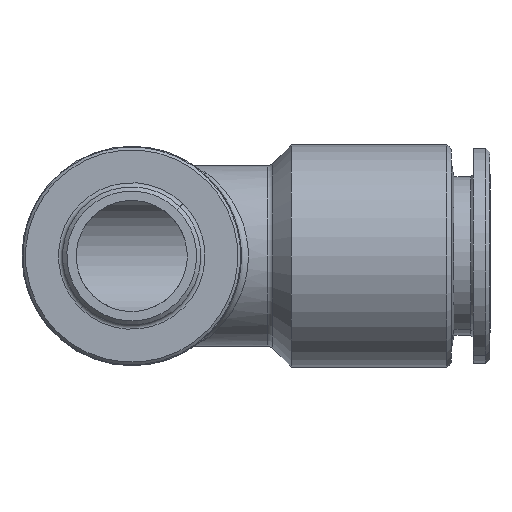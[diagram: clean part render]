
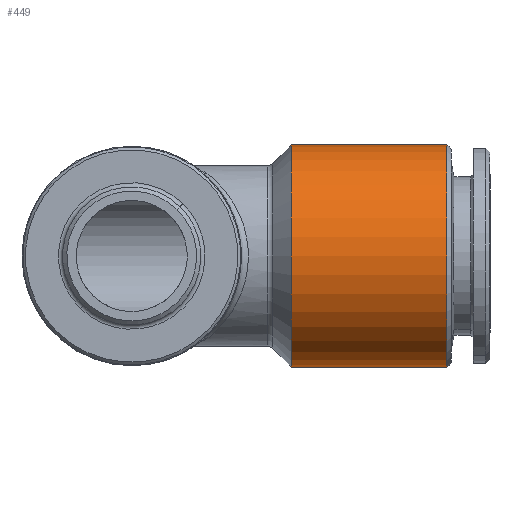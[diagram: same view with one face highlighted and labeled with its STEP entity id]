
A CAD part, front view. The second image highlights one B-rep face of the part: STEP entity #449.
In plain terms, the highlighted cylindrical face has radius 8 mm (diameter 16 mm), a partial arc.
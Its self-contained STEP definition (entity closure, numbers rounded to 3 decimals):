
#311 = CARTESIAN_POINT ( 'NONE',  ( 22.7, 0., 0. ) ) ;
#312 = AXIS2_PLACEMENT_3D ( 'NONE', #311, #357, #356 ) ;
#313 = CIRCLE ( 'NONE', #312, 8. ) ;
#330 = AXIS2_PLACEMENT_3D ( 'NONE', #349, #348, #347 ) ;
#331 = CYLINDRICAL_SURFACE ( 'NONE', #330, 8. ) ;
#345 = FACE_OUTER_BOUND ( 'NONE', #430, .T. ) ;
#347 = DIRECTION ( 'NONE',  ( 0., 0., 1. ) ) ;
#348 = DIRECTION ( 'NONE',  ( -1., 0., 0. ) ) ;
#349 = CARTESIAN_POINT ( 'NONE',  ( 0., 0., 0. ) ) ;
#356 = DIRECTION ( 'NONE',  ( 0., 0., 1. ) ) ;
#357 = DIRECTION ( 'NONE',  ( -1., 0., 0. ) ) ;
#430 = EDGE_LOOP ( 'NONE', ( #447, #441, #443, #440 ) ) ;
#440 = ORIENTED_EDGE ( 'NONE', *, *, #815, .T. ) ;
#441 = ORIENTED_EDGE ( 'NONE', *, *, #442, .T. ) ;
#442 = EDGE_CURVE ( 'NONE', #1172, #1144, #313, .T. ) ;
#443 = ORIENTED_EDGE ( 'NONE', *, *, #1178, .T. ) ;
#447 = ORIENTED_EDGE ( 'NONE', *, *, #1145, .F. ) ;
#449 = ADVANCED_FACE ( 'NONE', ( #345 ), #331, .T. ) ;
#815 = EDGE_CURVE ( 'NONE', #1163, #1136, #1486, .T. ) ;
#1136 = VERTEX_POINT ( 'NONE', #2169 ) ;
#1144 = VERTEX_POINT ( 'NONE', #2187 ) ;
#1145 = EDGE_CURVE ( 'NONE', #1172, #1136, #2212, .T. ) ;
#1163 = VERTEX_POINT ( 'NONE', #2227 ) ;
#1172 = VERTEX_POINT ( 'NONE', #2312 ) ;
#1178 = EDGE_CURVE ( 'NONE', #1144, #1163, #2332, .T. ) ;
#1455 = DIRECTION ( 'NONE',  ( 1., 0., 0. ) ) ;
#1456 = CARTESIAN_POINT ( 'NONE',  ( 11.5, 0., 0. ) ) ;
#1462 = DIRECTION ( 'NONE',  ( 0., 0., -1. ) ) ;
#1467 = AXIS2_PLACEMENT_3D ( 'NONE', #1456, #1455, #1462 ) ;
#1486 = CIRCLE ( 'NONE', #1467, 8. ) ;
#2169 = CARTESIAN_POINT ( 'NONE',  ( 11.5, 0., -8. ) ) ;
#2187 = CARTESIAN_POINT ( 'NONE',  ( 22.7, 0., 8. ) ) ;
#2199 = DIRECTION ( 'NONE',  ( -1., 0., 0. ) ) ;
#2200 = VECTOR ( 'NONE', #2199, 1000. ) ;
#2211 = CARTESIAN_POINT ( 'NONE',  ( 0., 0., -8. ) ) ;
#2212 = LINE ( 'NONE', #2211, #2200 ) ;
#2227 = CARTESIAN_POINT ( 'NONE',  ( 11.5, 0., 8. ) ) ;
#2312 = CARTESIAN_POINT ( 'NONE',  ( 22.7, 0., -8. ) ) ;
#2332 = LINE ( 'NONE', #2337, #2336 ) ;
#2336 = VECTOR ( 'NONE', #2338, 1000. ) ;
#2337 = CARTESIAN_POINT ( 'NONE',  ( 0., 0., 8. ) ) ;
#2338 = DIRECTION ( 'NONE',  ( -1., 0., 0. ) ) ;
